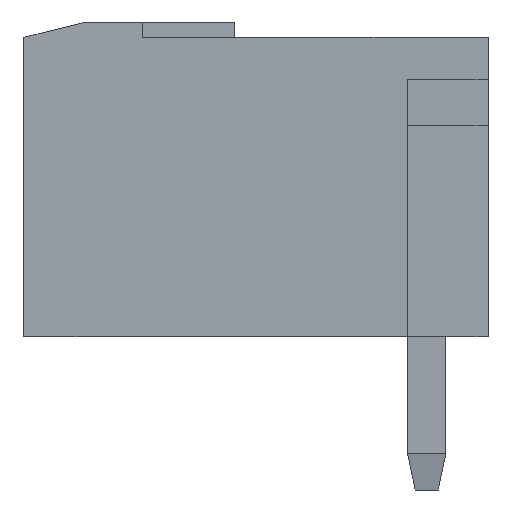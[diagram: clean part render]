
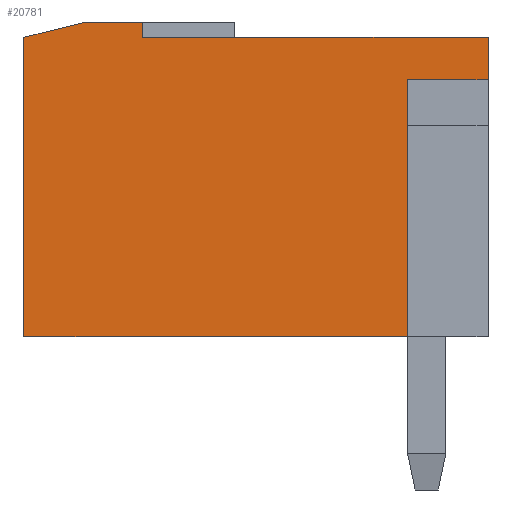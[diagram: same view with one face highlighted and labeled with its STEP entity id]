
A CAD part, left-side view. The second image highlights one B-rep face of the part: STEP entity #20781.
In plain terms, the highlighted planar face has unit normal (-1, 0, 0).
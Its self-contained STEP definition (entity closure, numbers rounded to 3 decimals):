
#197 = CARTESIAN_POINT ( 'NONE',  ( 0., 12.1, 8.2 ) ) ;
#615 = VERTEX_POINT ( 'NONE', #26412 ) ;
#661 = VECTOR ( 'NONE', #2880, 1000. ) ;
#1008 = CARTESIAN_POINT ( 'NONE',  ( 0., 12.1, 0. ) ) ;
#2315 = CARTESIAN_POINT ( 'NONE',  ( 0., 0., 6.7 ) ) ;
#2369 = ORIENTED_EDGE ( 'NONE', *, *, #12681, .T. ) ;
#2452 = LINE ( 'NONE', #2315, #661 ) ;
#2548 = ORIENTED_EDGE ( 'NONE', *, *, #28750, .T. ) ;
#2616 = CARTESIAN_POINT ( 'NONE',  ( 0., 0., 6.7 ) ) ;
#2880 = DIRECTION ( 'NONE',  ( 0., -1., 0. ) ) ;
#3230 = ORIENTED_EDGE ( 'NONE', *, *, #10479, .T. ) ;
#3870 = DIRECTION ( 'NONE',  ( 0., 0.97, -0.243 ) ) ;
#4723 = CARTESIAN_POINT ( 'NONE',  ( 0., 2.1, 0. ) ) ;
#4990 = DIRECTION ( 'NONE',  ( 0., -1., 0. ) ) ;
#5130 = DIRECTION ( 'NONE',  ( 0., 0., 1. ) ) ;
#5301 = DIRECTION ( 'NONE',  ( 0., 0., -1. ) ) ;
#5564 = CARTESIAN_POINT ( 'NONE',  ( 0., 12.1, 8.2 ) ) ;
#5582 = ORIENTED_EDGE ( 'NONE', *, *, #23120, .T. ) ;
#5853 = VERTEX_POINT ( 'NONE', #25912 ) ;
#6985 = VECTOR ( 'NONE', #27567, 1000. ) ;
#8011 = LINE ( 'NONE', #18765, #6985 ) ;
#8371 = CARTESIAN_POINT ( 'NONE',  ( 0., 9., 7.8 ) ) ;
#8995 = PLANE ( 'NONE',  #16665 ) ;
#9537 = LINE ( 'NONE', #1008, #18447 ) ;
#10275 = VERTEX_POINT ( 'NONE', #24039 ) ;
#10347 = CARTESIAN_POINT ( 'NONE',  ( 0., 12.1, 7.8 ) ) ;
#10479 = EDGE_CURVE ( 'NONE', #10275, #16382, #9537, .T. ) ;
#10493 = EDGE_CURVE ( 'NONE', #10275, #18734, #25458, .T. ) ;
#10516 = ORIENTED_EDGE ( 'NONE', *, *, #25314, .T. ) ;
#10921 = ORIENTED_EDGE ( 'NONE', *, *, #16483, .T. ) ;
#12174 = LINE ( 'NONE', #27781, #20652 ) ;
#12420 = EDGE_CURVE ( 'NONE', #27179, #17083, #17467, .T. ) ;
#12681 = EDGE_CURVE ( 'NONE', #16382, #25368, #8011, .T. ) ;
#13094 = LINE ( 'NONE', #17575, #15573 ) ;
#13661 = DIRECTION ( 'NONE',  ( 0., -1., 0. ) ) ;
#14458 = ORIENTED_EDGE ( 'NONE', *, *, #12420, .T. ) ;
#15030 = CARTESIAN_POINT ( 'NONE',  ( 0., 2.1, 6.7 ) ) ;
#15528 = ORIENTED_EDGE ( 'NONE', *, *, #17580, .F. ) ;
#15573 = VECTOR ( 'NONE', #13661, 1000. ) ;
#15943 = FACE_OUTER_BOUND ( 'NONE', #16061, .T. ) ;
#16061 = EDGE_LOOP ( 'NONE', ( #2548, #16278, #3230, #2369, #5582, #14458, #10516, #10921, #15528 ) ) ;
#16275 = CARTESIAN_POINT ( 'NONE',  ( 0., 12.1, 7.8 ) ) ;
#16278 = ORIENTED_EDGE ( 'NONE', *, *, #10493, .F. ) ;
#16382 = VERTEX_POINT ( 'NONE', #4723 ) ;
#16483 = EDGE_CURVE ( 'NONE', #615, #5853, #12174, .T. ) ;
#16603 = CARTESIAN_POINT ( 'NONE',  ( 0., 0., 7.8 ) ) ;
#16665 = AXIS2_PLACEMENT_3D ( 'NONE', #197, #26806, #5301 ) ;
#16844 = LINE ( 'NONE', #10347, #27641 ) ;
#17083 = VERTEX_POINT ( 'NONE', #16603 ) ;
#17467 = LINE ( 'NONE', #17621, #28722 ) ;
#17575 = CARTESIAN_POINT ( 'NONE',  ( 0., 12.1, 8.2 ) ) ;
#17580 = EDGE_CURVE ( 'NONE', #26435, #5853, #13094, .T. ) ;
#17621 = CARTESIAN_POINT ( 'NONE',  ( 0., 0., 8.2 ) ) ;
#18019 = VECTOR ( 'NONE', #5130, 1000. ) ;
#18447 = VECTOR ( 'NONE', #4990, 1000. ) ;
#18734 = VERTEX_POINT ( 'NONE', #16275 ) ;
#18748 = CARTESIAN_POINT ( 'NONE',  ( 0., 10.5, 8.2 ) ) ;
#18765 = CARTESIAN_POINT ( 'NONE',  ( 0., 2.1, 6.7 ) ) ;
#20652 = VECTOR ( 'NONE', #25486, 1000. ) ;
#20781 = ADVANCED_FACE ( 'NONE', ( #15943 ), #8995, .F. ) ;
#23120 = EDGE_CURVE ( 'NONE', #25368, #27179, #2452, .T. ) ;
#23581 = LINE ( 'NONE', #8371, #24845 ) ;
#24039 = CARTESIAN_POINT ( 'NONE',  ( 0., 12.1, 0. ) ) ;
#24845 = VECTOR ( 'NONE', #28066, 1000. ) ;
#25314 = EDGE_CURVE ( 'NONE', #17083, #615, #23581, .T. ) ;
#25368 = VERTEX_POINT ( 'NONE', #15030 ) ;
#25458 = LINE ( 'NONE', #5564, #18019 ) ;
#25486 = DIRECTION ( 'NONE',  ( 0., 0., 1. ) ) ;
#25912 = CARTESIAN_POINT ( 'NONE',  ( 0., 9., 8.2 ) ) ;
#26412 = CARTESIAN_POINT ( 'NONE',  ( 0., 9., 7.8 ) ) ;
#26435 = VERTEX_POINT ( 'NONE', #18748 ) ;
#26443 = DIRECTION ( 'NONE',  ( 0., 0., 1. ) ) ;
#26806 = DIRECTION ( 'NONE',  ( 1., 0., 0. ) ) ;
#27179 = VERTEX_POINT ( 'NONE', #2616 ) ;
#27567 = DIRECTION ( 'NONE',  ( 0., 0., 1. ) ) ;
#27641 = VECTOR ( 'NONE', #3870, 1000. ) ;
#27781 = CARTESIAN_POINT ( 'NONE',  ( 0., 9., 8.2 ) ) ;
#28066 = DIRECTION ( 'NONE',  ( 0., 1., 0. ) ) ;
#28722 = VECTOR ( 'NONE', #26443, 1000. ) ;
#28750 = EDGE_CURVE ( 'NONE', #26435, #18734, #16844, .T. ) ;
